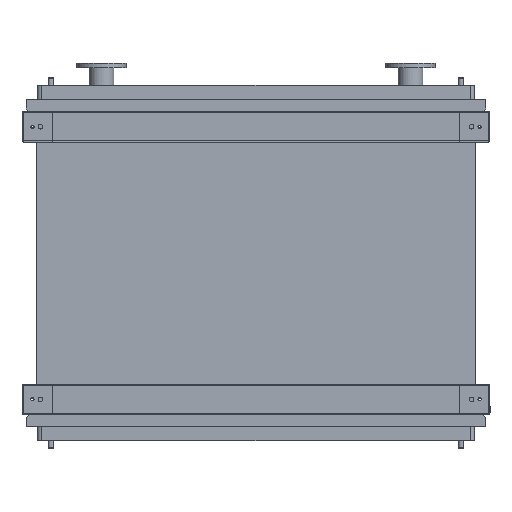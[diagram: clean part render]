
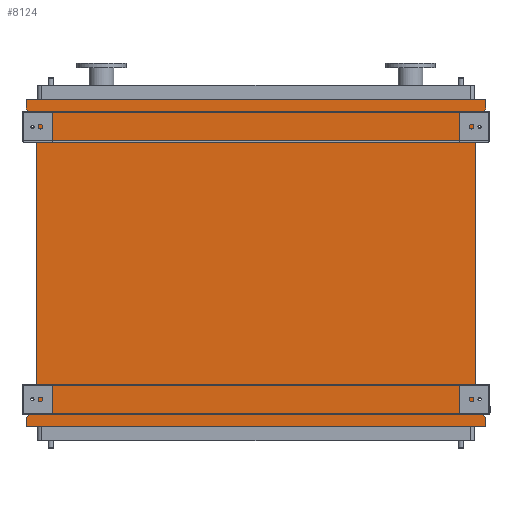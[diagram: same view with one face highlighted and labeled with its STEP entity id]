
A CAD part, front view. The second image highlights one B-rep face of the part: STEP entity #8124.
In plain terms, the highlighted planar face has unit normal (0, -1, 0).
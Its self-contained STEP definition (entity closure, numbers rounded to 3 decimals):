
#11 = CARTESIAN_POINT ( 'NONE',  ( -1011., 0., -1345. ) ) ;
#37 = VERTEX_POINT ( 'NONE', #5332 ) ;
#300 = ORIENTED_EDGE ( 'NONE', *, *, #5215, .F. ) ;
#1082 = VECTOR ( 'NONE', #23603, 1000. ) ;
#1297 = VERTEX_POINT ( 'NONE', #1393 ) ;
#1393 = CARTESIAN_POINT ( 'NONE',  ( 1011., 0., -1303. ) ) ;
#1489 = VECTOR ( 'NONE', #17671, 1000. ) ;
#2185 = LINE ( 'NONE', #19086, #2780 ) ;
#2373 = VERTEX_POINT ( 'NONE', #14457 ) ;
#2394 = CARTESIAN_POINT ( 'NONE',  ( -965., 0., 0. ) ) ;
#2780 = VECTOR ( 'NONE', #6270, 1000. ) ;
#2786 = CARTESIAN_POINT ( 'NONE',  ( 1011., 0., -1345. ) ) ;
#3068 = LINE ( 'NONE', #11, #6848 ) ;
#3353 = VERTEX_POINT ( 'NONE', #2786 ) ;
#3632 = DIRECTION ( 'NONE',  ( 0., 0., -1. ) ) ;
#3691 = FACE_OUTER_BOUND ( 'NONE', #8180, .T. ) ;
#4690 = CARTESIAN_POINT ( 'NONE',  ( 1011., 0., 53. ) ) ;
#4983 = ORIENTED_EDGE ( 'NONE', *, *, #5827, .F. ) ;
#5075 = LINE ( 'NONE', #13524, #6216 ) ;
#5215 = EDGE_CURVE ( 'NONE', #9627, #9246, #16330, .T. ) ;
#5332 = CARTESIAN_POINT ( 'NONE',  ( -1011., 0., -1303. ) ) ;
#5827 = EDGE_CURVE ( 'NONE', #1297, #3353, #10881, .T. ) ;
#6140 = DIRECTION ( 'NONE',  ( 0.655, 0., -0.755 ) ) ;
#6216 = VECTOR ( 'NONE', #20726, 1000. ) ;
#6270 = DIRECTION ( 'NONE',  ( 0.655, 0., 0.755 ) ) ;
#6308 = LINE ( 'NONE', #21096, #10731 ) ;
#6620 = VERTEX_POINT ( 'NONE', #10689 ) ;
#6848 = VECTOR ( 'NONE', #9368, 1000. ) ;
#6927 = DIRECTION ( 'NONE',  ( 0., 0., 1. ) ) ;
#7001 = ORIENTED_EDGE ( 'NONE', *, *, #18917, .T. ) ;
#7338 = VERTEX_POINT ( 'NONE', #10563 ) ;
#7492 = VECTOR ( 'NONE', #6140, 1000. ) ;
#8124 = ADVANCED_FACE ( 'NONE', ( #3691 ), #12952, .T. ) ;
#8180 = EDGE_LOOP ( 'NONE', ( #7001, #21549, #10807, #16238, #14540, #300, #22971, #9041, #17618, #13407, #4983, #19029 ) ) ;
#8767 = EDGE_CURVE ( 'NONE', #37, #18443, #2185, .T. ) ;
#9041 = ORIENTED_EDGE ( 'NONE', *, *, #8767, .F. ) ;
#9177 = CARTESIAN_POINT ( 'NONE',  ( -965., 0., -1250. ) ) ;
#9246 = VERTEX_POINT ( 'NONE', #12080 ) ;
#9368 = DIRECTION ( 'NONE',  ( 0., 0., 1. ) ) ;
#9444 = EDGE_CURVE ( 'NONE', #3353, #17567, #5075, .T. ) ;
#9627 = VERTEX_POINT ( 'NONE', #2394 ) ;
#9827 = CARTESIAN_POINT ( 'NONE',  ( -965., 0., -1250. ) ) ;
#9903 = DIRECTION ( 'NONE',  ( 0., 0., -1. ) ) ;
#10072 = EDGE_CURVE ( 'NONE', #18443, #9627, #19960, .T. ) ;
#10303 = VECTOR ( 'NONE', #9903, 1000. ) ;
#10563 = CARTESIAN_POINT ( 'NONE',  ( 965., 0., 0. ) ) ;
#10689 = CARTESIAN_POINT ( 'NONE',  ( -1011., 0., 95. ) ) ;
#10731 = VECTOR ( 'NONE', #13897, 1000. ) ;
#10807 = ORIENTED_EDGE ( 'NONE', *, *, #17806, .F. ) ;
#10881 = LINE ( 'NONE', #15510, #10303 ) ;
#11010 = LINE ( 'NONE', #12721, #1082 ) ;
#11532 = VECTOR ( 'NONE', #6927, 1000. ) ;
#11554 = DIRECTION ( 'NONE',  ( -0.655, 0., 0.755 ) ) ;
#11721 = VERTEX_POINT ( 'NONE', #20337 ) ;
#12080 = CARTESIAN_POINT ( 'NONE',  ( -1011., 0., 53. ) ) ;
#12266 = EDGE_CURVE ( 'NONE', #9246, #6620, #19621, .T. ) ;
#12502 = LINE ( 'NONE', #15461, #7492 ) ;
#12721 = CARTESIAN_POINT ( 'NONE',  ( -1011., 0., 95. ) ) ;
#12952 = PLANE ( 'NONE',  #19710 ) ;
#13407 = ORIENTED_EDGE ( 'NONE', *, *, #9444, .F. ) ;
#13524 = CARTESIAN_POINT ( 'NONE',  ( 1011., 0., -1345. ) ) ;
#13897 = DIRECTION ( 'NONE',  ( 0., 0., -1. ) ) ;
#14033 = EDGE_CURVE ( 'NONE', #21213, #7338, #16270, .T. ) ;
#14457 = CARTESIAN_POINT ( 'NONE',  ( 965., 0., -1250. ) ) ;
#14540 = ORIENTED_EDGE ( 'NONE', *, *, #12266, .F. ) ;
#14756 = DIRECTION ( 'NONE',  ( 0., 0., 1. ) ) ;
#14762 = DIRECTION ( 'NONE',  ( 0., -1., 0. ) ) ;
#15189 = VECTOR ( 'NONE', #20602, 1000. ) ;
#15231 = CARTESIAN_POINT ( 'NONE',  ( -965., 0., 0. ) ) ;
#15372 = CARTESIAN_POINT ( 'NONE',  ( -1011., 0., -1345. ) ) ;
#15461 = CARTESIAN_POINT ( 'NONE',  ( 965., 0., -1250. ) ) ;
#15510 = CARTESIAN_POINT ( 'NONE',  ( 1011., 0., -1303. ) ) ;
#15997 = CARTESIAN_POINT ( 'NONE',  ( -965., 0., -1250. ) ) ;
#16238 = ORIENTED_EDGE ( 'NONE', *, *, #18018, .F. ) ;
#16270 = LINE ( 'NONE', #4690, #1489 ) ;
#16330 = LINE ( 'NONE', #15231, #21068 ) ;
#16930 = LINE ( 'NONE', #23052, #11532 ) ;
#17567 = VERTEX_POINT ( 'NONE', #15372 ) ;
#17618 = ORIENTED_EDGE ( 'NONE', *, *, #19146, .F. ) ;
#17671 = DIRECTION ( 'NONE',  ( -0.655, 0., -0.755 ) ) ;
#17806 = EDGE_CURVE ( 'NONE', #11721, #21213, #6308, .T. ) ;
#18018 = EDGE_CURVE ( 'NONE', #6620, #11721, #11010, .T. ) ;
#18443 = VERTEX_POINT ( 'NONE', #15997 ) ;
#18480 = VECTOR ( 'NONE', #14756, 1000. ) ;
#18917 = EDGE_CURVE ( 'NONE', #2373, #7338, #16930, .T. ) ;
#19029 = ORIENTED_EDGE ( 'NONE', *, *, #20440, .F. ) ;
#19086 = CARTESIAN_POINT ( 'NONE',  ( -1011., 0., -1303. ) ) ;
#19146 = EDGE_CURVE ( 'NONE', #17567, #37, #3068, .T. ) ;
#19621 = LINE ( 'NONE', #23767, #18480 ) ;
#19710 = AXIS2_PLACEMENT_3D ( 'NONE', #9177, #14762, #3632 ) ;
#19825 = CARTESIAN_POINT ( 'NONE',  ( 1011., 0., 53. ) ) ;
#19960 = LINE ( 'NONE', #9827, #15189 ) ;
#20337 = CARTESIAN_POINT ( 'NONE',  ( 1011., 0., 95. ) ) ;
#20440 = EDGE_CURVE ( 'NONE', #2373, #1297, #12502, .T. ) ;
#20602 = DIRECTION ( 'NONE',  ( 0., 0., 1. ) ) ;
#20726 = DIRECTION ( 'NONE',  ( -1., 0., 0. ) ) ;
#21068 = VECTOR ( 'NONE', #11554, 1000. ) ;
#21096 = CARTESIAN_POINT ( 'NONE',  ( 1011., 0., 95. ) ) ;
#21213 = VERTEX_POINT ( 'NONE', #19825 ) ;
#21549 = ORIENTED_EDGE ( 'NONE', *, *, #14033, .F. ) ;
#22971 = ORIENTED_EDGE ( 'NONE', *, *, #10072, .F. ) ;
#23052 = CARTESIAN_POINT ( 'NONE',  ( 965., 0., -1250. ) ) ;
#23603 = DIRECTION ( 'NONE',  ( 1., 0., 0. ) ) ;
#23767 = CARTESIAN_POINT ( 'NONE',  ( -1011., 0., 53. ) ) ;
